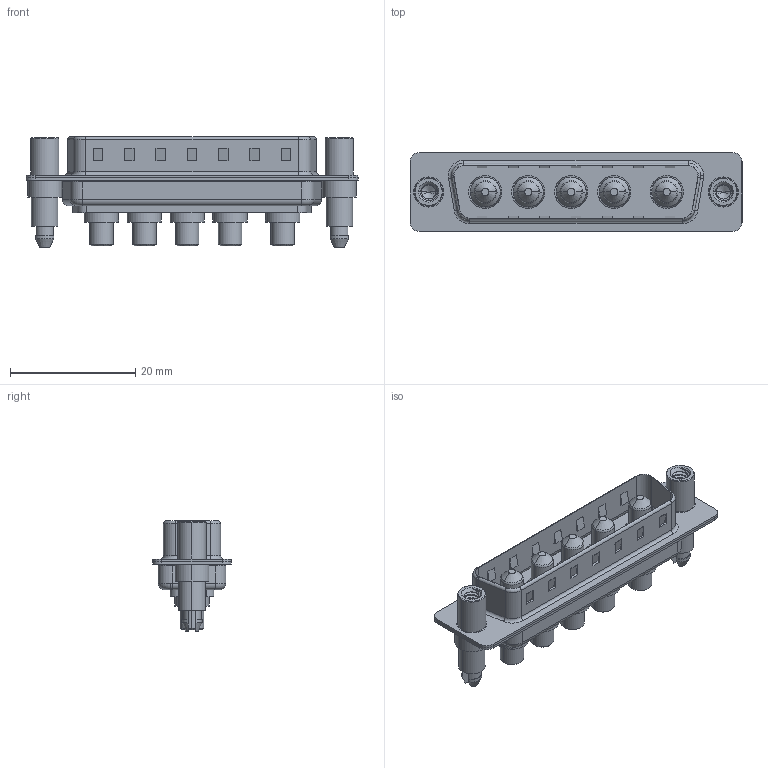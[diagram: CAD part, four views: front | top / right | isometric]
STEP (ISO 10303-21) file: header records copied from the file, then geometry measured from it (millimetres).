
FILE_DESCRIPTION (( 'STEP AP203' ), '1' );
FILE_NAME ('627-5W5-224-4T6.STEP', '2019-05-25T21:19:01', ( '' ), ( '' ), 'SwSTEP 2.0', 'SolidWorks 2016', '' );
FILE_SCHEMA (( 'CONFIG_CONTROL_DESIGN' ));
Length unit declared in the file: millimetre
Products named in the file (6): 627Combo Housing_5W5; 627Combo Shell Rear_25 Contacts; 627Combo Shell Front_25 Contacts; 627Combo Threaded Standoff and Boardlock_6; Power Pin_40A S; 627-5W5-224-4T6
Assembly tree (10 placements, depth 2):
  627-5W5-224-4T6
    627Combo Housing_5W5
    627Combo Shell Rear_25 Contacts
    627Combo Shell Front_25 Contacts
    627Combo Threaded Standoff and Boardlock_6  x2
    Power Pin_40A S  x5
Bounding box: 53 x 12.6 x 17.6 mm (x, y, z)
Volume: 3493.5 mm3; surface area: 7192.9 mm2
Topology: 15 solids, 15 shells, 628 faces, 1510 edges, 944 vertices
Faces by surface type: cylinder 260, plane 239, torus 60, cone 53, bspline 16
Entity records: 14696 total; most frequent: CARTESIAN_POINT 3457, DIRECTION 2262, ORIENTED_EDGE 2138, EDGE_CURVE 1069, AXIS2_PLACEMENT_3D 824, VERTEX_POINT 675, VECTOR 614, LINE 614
